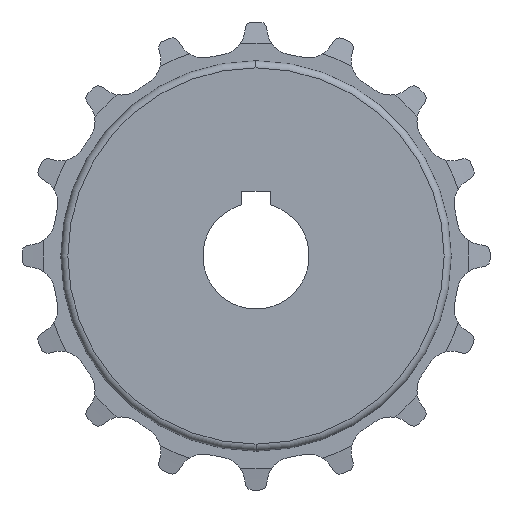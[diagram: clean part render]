
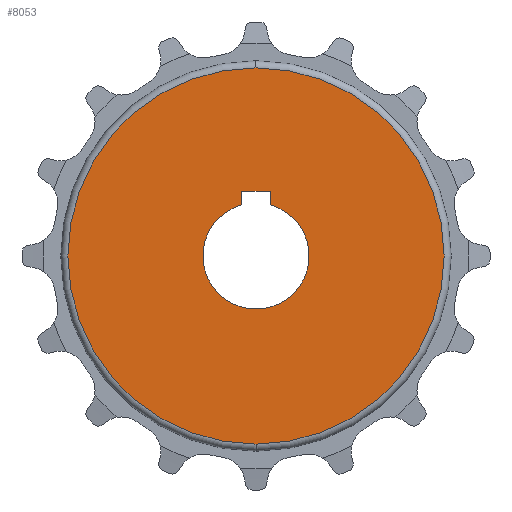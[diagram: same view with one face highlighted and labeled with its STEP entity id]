
A CAD part, left-side view. The second image highlights one B-rep face of the part: STEP entity #8053.
In plain terms, the highlighted planar face has unit normal (-1, 0, 0).
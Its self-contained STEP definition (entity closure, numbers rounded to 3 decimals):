
#4534=CARTESIAN_POINT('',(-15.,0.,0.));
#4535=DIRECTION('',(1.,0.,0.));
#4536=DIRECTION('',(0.,0.,1.));
#4537=AXIS2_PLACEMENT_3D('',#4534,#4535,#4536);
#4542=CARTESIAN_POINT('',(-15.,0.,0.));
#4543=DIRECTION('',(1.,0.,0.));
#4544=DIRECTION('',(0.,0.,-1.));
#4545=AXIS2_PLACEMENT_3D('',#4542,#4543,#4544);
#4550=DIRECTION('',(0.,0.,1.));
#4551=VECTOR('',#4550,3.843);
#4552=CARTESIAN_POINT('',(-15.,4.,14.457));
#4553=LINE('',#4552,#4551);
#4557=CARTESIAN_POINT('',(-15.,0.,0.));
#4558=DIRECTION('',(1.,0.,0.));
#4559=DIRECTION('',(0.,-0.267,0.964));
#4560=AXIS2_PLACEMENT_3D('',#4557,#4558,#4559);
#4565=DIRECTION('',(0.,0.,-1.));
#4566=VECTOR('',#4565,3.843);
#4567=CARTESIAN_POINT('',(-15.,-4.,18.3));
#4568=LINE('',#4567,#4566);
#4572=DIRECTION('',(0.,-1.,0.));
#4573=VECTOR('',#4572,8.);
#4574=CARTESIAN_POINT('',(-15.,4.,18.3));
#4575=LINE('',#4574,#4573);
#4604=CARTESIAN_POINT('',(-15.,0.,53.098));
#4605=CARTESIAN_POINT('',(-15.,0.,-53.098));
#4606=VERTEX_POINT('',#4604);
#4607=VERTEX_POINT('',#4605);
#4632=CARTESIAN_POINT('',(-15.,4.,14.457));
#4633=CARTESIAN_POINT('',(-15.,4.,18.3));
#4634=VERTEX_POINT('',#4632);
#4635=VERTEX_POINT('',#4633);
#4636=CARTESIAN_POINT('',(-15.,-4.,18.3));
#4637=VERTEX_POINT('',#4636);
#4638=CARTESIAN_POINT('',(-15.,-4.,14.457));
#4639=VERTEX_POINT('',#4638);
#8035=CARTESIAN_POINT('',(-15.,0.,0.));
#8036=DIRECTION('',(-1.,0.,0.));
#8037=DIRECTION('',(0.,0.,-1.));
#8038=AXIS2_PLACEMENT_3D('',#8035,#8036,#8037);
#8039=PLANE('',#8038);
#8040=ORIENTED_EDGE('',*,*,#7897,.T.);
#8041=ORIENTED_EDGE('',*,*,#7882,.T.);
#8042=EDGE_LOOP('',(#8040,#8041));
#8043=FACE_OUTER_BOUND('',#8042,.F.);
#8044=ORIENTED_EDGE('',*,*,#8025,.F.);
#8046=ORIENTED_EDGE('',*,*,#8045,.F.);
#8048=ORIENTED_EDGE('',*,*,#8047,.F.);
#8050=ORIENTED_EDGE('',*,*,#8049,.F.);
#8051=EDGE_LOOP('',(#8044,#8046,#8048,#8050));
#8052=FACE_BOUND('',#8051,.F.);
#4538=CIRCLE('',#4537,53.098);
#4546=CIRCLE('',#4545,53.098);
#4561=CIRCLE('',#4560,15.);
#7882=EDGE_CURVE('',#4607,#4606,#4546,.T.);
#7897=EDGE_CURVE('',#4606,#4607,#4538,.T.);
#8025=EDGE_CURVE('',#4634,#4635,#4553,.T.);
#8045=EDGE_CURVE('',#4639,#4634,#4561,.T.);
#8047=EDGE_CURVE('',#4637,#4639,#4568,.T.);
#8049=EDGE_CURVE('',#4635,#4637,#4575,.T.);
#8053=ADVANCED_FACE('',(#8043,#8052),#8039,.T.);
